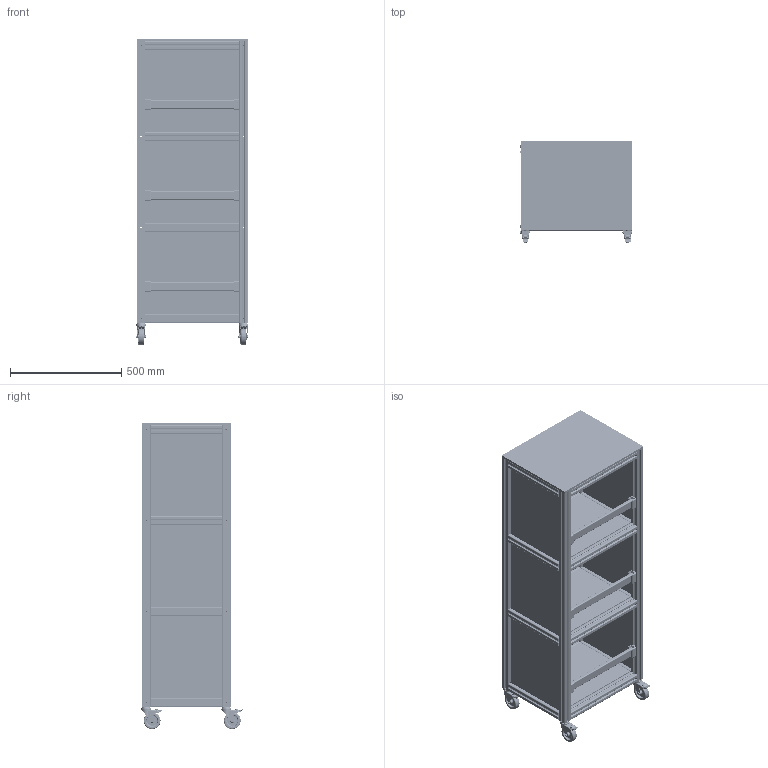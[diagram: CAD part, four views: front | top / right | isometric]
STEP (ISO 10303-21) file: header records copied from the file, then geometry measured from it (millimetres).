
FILE_DESCRIPTION(('STEP AP214'),'1');
FILE_NAME('ERGO08E6527.stp','2025-05-22T08:27:39',(' '),(' '),'Spatial InterOp 3D',' ',' ');
FILE_SCHEMA(('AUTOMOTIVE_DESIGN { 1 0 10303 214 1 1 1 1 }'));
Length unit declared in the file: millimetre
Products named in the file (52): Meuble étagère; Profilé 8 40x40 léger; Fixation hors standard 8-40; Vis BHC - M8x18; Rondelle M 8; PanneauCompletEnApplique; Stratifié compact 10mm, blanc; Kit de fixation; Vis FHC - M6x20; Écrou 8 St M6; Embout 8 40x16 gris; Elément d'accrochage 8 40x16; Profilé 8 40x16; PanneauCompletEnRainure; Profil U; Stratifié compact 4mm, blanc; Roulette pivotante D75, à blocage; roue pour roulette; corps; ecrou; axe; Kit roulette pivotante D75 à blocage - vis seule; Vis FHC - M8x25; ERGO08E6527
Assembly tree (117 placements, depth 5):
  Elément d'accrochage 8 40x16
    Elément d'accrochage 8 40x16
    Elément d'accrochage 8 40x16
  ERGO08E6527
    Meuble étagère
      Profilé 8 40x40 léger  x3
      Profilé 8 40x40 léger  x3
      Fixation hors standard 8-40  x25
        Vis BHC - M8x18
        Rondelle M 8
      PanneauCompletEnApplique  x3
        Stratifié compact 10mm, blanc
      Kit de fixation  x6
        Vis FHC - M6x20
        Écrou 8 St M6
      Embout 8 40x16 gris  x6
      Profilé 8 40x16  x3
      Profilé 8 40x40 léger  x3
      Profilé 8 40x40 léger  x3
      PanneauCompletEnRainure  x3
        Profil U
        Profil U
        Stratifié compact 4mm, blanc
      PanneauCompletEnRainure  x3
        Profil U
        Profil U
        Stratifié compact 4mm, blanc
      PanneauCompletEnRainure  x3
        Profil U
        Profil U
        Stratifié compact 4mm, blanc
      Kit roulette pivotante D75 à blocage - vis seule
        Roulette pivotante D75, à blocage
          roue pour roulette
          corps
          ecrou
          axe
        Kit roulette pivotante D75 à blocage - vis seule
          Vis FHC - M8x25
      Kit roulette pivotante D75 à blocage - vis seule
        Roulette pivotante D75, à blocage
          roue pour roulette
          corps
          ecrou
          axe
        Kit roulette pivotante D75 à blocage - vis seule
          Vis FHC - M8x25
      Kit roulette pivotante D75 à blocage - vis seule
        Roulette pivotante D75, à blocage
          roue pour roulette
          corps
          ecrou
          axe
        Kit roulette pivotante D75 à blocage - vis seule
          Vis FHC - M8x25
      Kit roulette pivotante D75 à blocage - vis seule
        Roulette pivotante D75, à blocage
          roue pour roulette
          corps
          ecrou
Bounding box: 505.62 x 455.19 x 1374.77 mm (x, y, z)
Volume: 19720168.5 mm3; surface area: 10277423.2 mm2
Topology: 162 solids, 176 shells, 8742 faces, 24070 edges, 15765 vertices
Faces by surface type: plane 4501, cylinder 2988, cone 380, extrusion 372, bspline 300, revolution 96, torus 80, sphere 25
Full cylindrical faces by diameter (mm): 4 x6, 4.98 x6, 5 x10, 5.1 x12, 6 x28, 6.5 x6, 6.78 x32, 6.8 x72, 7 x64, 8 x58, 8.1 x4, 8.4 x25, 10 x4, 11 x4, 11.34 x6, 15.24 x4, 16 x25, 16.1 x8, 17.45 x4, 34 x4, 38 x4, 43 x4, 52 x8, 75 x4
Entity records: 149708 total; most frequent: CARTESIAN_POINT 31811, ORIENTED_EDGE 16911, DIRECTION 16230, EDGE_CURVE 8459, VERTEX_POINT 5689, AXIS2_PLACEMENT_3D 5540, VECTOR 5126, LINE 5064
